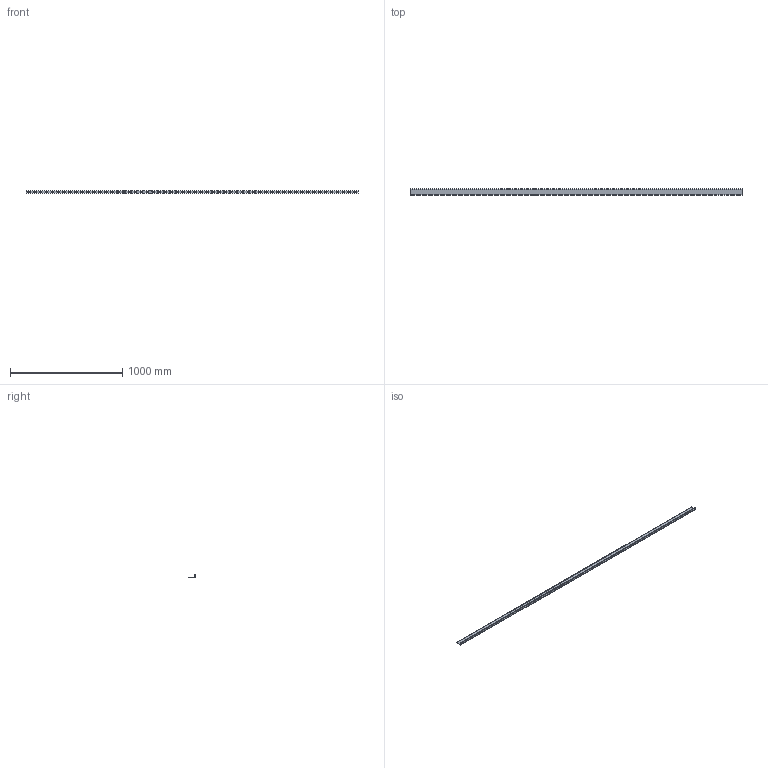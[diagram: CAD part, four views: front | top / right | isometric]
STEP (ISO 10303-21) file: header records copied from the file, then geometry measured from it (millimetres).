
FILE_DESCRIPTION (( 'STEP AP214' ), '1' );
FILE_NAME ('60-3000.STEP', '2020-05-19T14:18:11', ( 'user' ), ( '' ), 'SwSTEP 2.0', 'SolidWorks 2017', '' );
FILE_SCHEMA (( 'AUTOMOTIVE_DESIGN' ));
Length unit declared in the file: millimetre
Products named in the file (1): 60-3000
Bounding box: 2963 x 54.89 x 25.79 mm (x, y, z)
Volume: 201289.2 mm3; surface area: 510702.7 mm2
Topology: 1 solids, 1 shells, 254 faces, 732 edges, 480 vertices
Faces by surface type: plane 136, cylinder 118
Entity records: 8618 total; most frequent: DIRECTION 1478, CARTESIAN_POINT 1467, ORIENTED_EDGE 1464, EDGE_CURVE 732, LINE 496, VECTOR 496, AXIS2_PLACEMENT_3D 491, VERTEX_POINT 480
